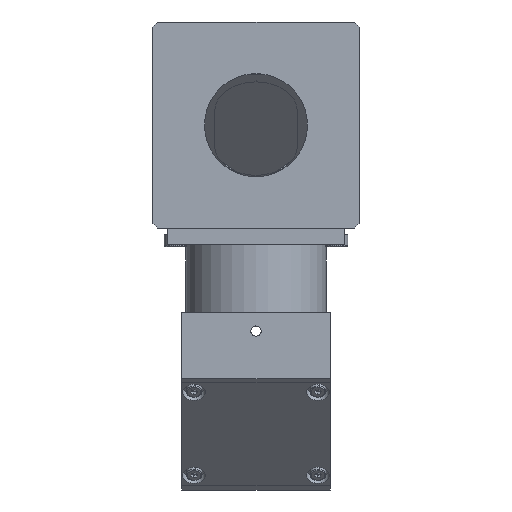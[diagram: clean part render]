
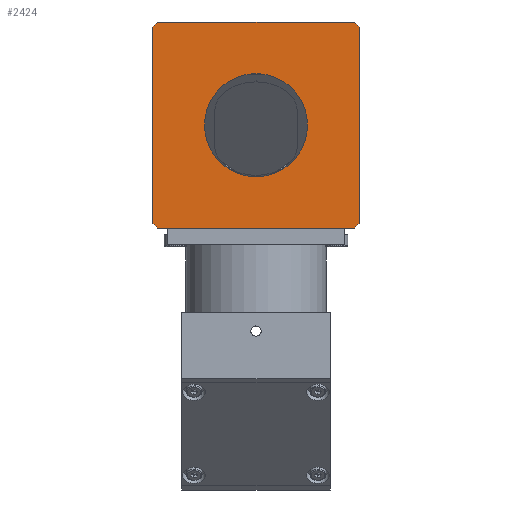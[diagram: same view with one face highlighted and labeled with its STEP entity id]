
A CAD part, left-side view. The second image highlights one B-rep face of the part: STEP entity #2424.
In plain terms, the highlighted planar face has unit normal (-1, 0, 0).
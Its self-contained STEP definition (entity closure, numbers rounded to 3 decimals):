
#74 = CARTESIAN_POINT ( 'NONE',  ( -113., 25., -25. ) ) ;
#222 = ORIENTED_EDGE ( 'NONE', *, *, #857, .T. ) ;
#226 = EDGE_CURVE ( 'NONE', #6337, #8814, #945, .T. ) ;
#239 = CIRCLE ( 'NONE', #1420, 12.5 ) ;
#616 = EDGE_CURVE ( 'NONE', #5587, #10216, #13983, .T. ) ;
#857 = EDGE_CURVE ( 'NONE', #15105, #10216, #2586, .T. ) ;
#945 = CIRCLE ( 'NONE', #3814, 12.5 ) ;
#957 = CARTESIAN_POINT ( 'NONE',  ( -113., -25., -23.775 ) ) ;
#999 = CARTESIAN_POINT ( 'NONE',  ( -113., 0., 0. ) ) ;
#1420 = AXIS2_PLACEMENT_3D ( 'NONE', #11491, #2725, #12959 ) ;
#1740 = VERTEX_POINT ( 'NONE', #11481 ) ;
#1843 = CARTESIAN_POINT ( 'NONE',  ( -113., 0., 0. ) ) ;
#2424 = ADVANCED_FACE ( 'NONE', ( #8982, #17655 ), #7308, .F. ) ;
#2573 = EDGE_CURVE ( 'NONE', #1740, #16046, #14446, .T. ) ;
#2586 = LINE ( 'NONE', #7714, #17716 ) ;
#2643 = CARTESIAN_POINT ( 'NONE',  ( -113., 23.775, -25. ) ) ;
#2711 = AXIS2_PLACEMENT_3D ( 'NONE', #5888, #16112, #7386 ) ;
#2725 = DIRECTION ( 'NONE',  ( -1., 0., 0. ) ) ;
#2863 = CARTESIAN_POINT ( 'NONE',  ( -113., -25., -25. ) ) ;
#2933 = EDGE_CURVE ( 'NONE', #8814, #6337, #239, .T. ) ;
#3154 = EDGE_LOOP ( 'NONE', ( #13185, #13859, #9813, #8142, #13773, #16461, #14069, #222 ) ) ;
#3245 = EDGE_CURVE ( 'NONE', #4565, #4780, #6857, .T. ) ;
#3291 = CARTESIAN_POINT ( 'NONE',  ( -113., -25., 23.775 ) ) ;
#3314 = DIRECTION ( 'NONE',  ( 0., 0., 1. ) ) ;
#3814 = AXIS2_PLACEMENT_3D ( 'NONE', #999, #18590, #14307 ) ;
#4113 = AXIS2_PLACEMENT_3D ( 'NONE', #2863, #4341, #10254 ) ;
#4341 = DIRECTION ( 'NONE',  ( 1., 0., 0. ) ) ;
#4565 = VERTEX_POINT ( 'NONE', #2643 ) ;
#4674 = DIRECTION ( 'NONE',  ( 1., 0., 0. ) ) ;
#4780 = VERTEX_POINT ( 'NONE', #11983 ) ;
#5422 = AXIS2_PLACEMENT_3D ( 'NONE', #14690, #16395, #17948 ) ;
#5587 = VERTEX_POINT ( 'NONE', #15711 ) ;
#5888 = CARTESIAN_POINT ( 'NONE',  ( -113., 0., 0. ) ) ;
#6337 = VERTEX_POINT ( 'NONE', #14505 ) ;
#6588 = CARTESIAN_POINT ( 'NONE',  ( -113., 25., -23.775 ) ) ;
#6666 = DIRECTION ( 'NONE',  ( 0., 1., 0. ) ) ;
#6808 = VECTOR ( 'NONE', #6666, 1000. ) ;
#6857 = LINE ( 'NONE', #74, #18082 ) ;
#7095 = ORIENTED_EDGE ( 'NONE', *, *, #2933, .F. ) ;
#7308 = PLANE ( 'NONE',  #4113 ) ;
#7386 = DIRECTION ( 'NONE',  ( 0., 0., 1. ) ) ;
#7691 = CIRCLE ( 'NONE', #2711, 34.5 ) ;
#7714 = CARTESIAN_POINT ( 'NONE',  ( -113., -25., 25. ) ) ;
#8142 = ORIENTED_EDGE ( 'NONE', *, *, #14095, .T. ) ;
#8658 = DIRECTION ( 'NONE',  ( 0., 0., -1. ) ) ;
#8814 = VERTEX_POINT ( 'NONE', #15174 ) ;
#8982 = FACE_BOUND ( 'NONE', #14385, .T. ) ;
#9050 = ORIENTED_EDGE ( 'NONE', *, *, #226, .F. ) ;
#9813 = ORIENTED_EDGE ( 'NONE', *, *, #2573, .F. ) ;
#10216 = VERTEX_POINT ( 'NONE', #3291 ) ;
#10254 = DIRECTION ( 'NONE',  ( 0., 0., 1. ) ) ;
#10332 = DIRECTION ( 'NONE',  ( 0., -1., 0. ) ) ;
#10914 = VECTOR ( 'NONE', #8658, 1000. ) ;
#11380 = AXIS2_PLACEMENT_3D ( 'NONE', #13450, #4674, #14922 ) ;
#11481 = CARTESIAN_POINT ( 'NONE',  ( -113., 25., 23.775 ) ) ;
#11491 = CARTESIAN_POINT ( 'NONE',  ( -113., 0., 0. ) ) ;
#11930 = VERTEX_POINT ( 'NONE', #6588 ) ;
#11983 = CARTESIAN_POINT ( 'NONE',  ( -113., -23.775, -25. ) ) ;
#12081 = DIRECTION ( 'NONE',  ( 1., 0., 0. ) ) ;
#12422 = CARTESIAN_POINT ( 'NONE',  ( -113., 25., 25. ) ) ;
#12893 = CARTESIAN_POINT ( 'NONE',  ( -113., 23.775, 25. ) ) ;
#12959 = DIRECTION ( 'NONE',  ( 0., 0., -1. ) ) ;
#13034 = CARTESIAN_POINT ( 'NONE',  ( -113., 25., 25. ) ) ;
#13185 = ORIENTED_EDGE ( 'NONE', *, *, #616, .F. ) ;
#13222 = EDGE_CURVE ( 'NONE', #4565, #11930, #18817, .T. ) ;
#13450 = CARTESIAN_POINT ( 'NONE',  ( -113., 0., 0. ) ) ;
#13577 = DIRECTION ( 'NONE',  ( 0., 0., 1. ) ) ;
#13773 = ORIENTED_EDGE ( 'NONE', *, *, #13222, .F. ) ;
#13859 = ORIENTED_EDGE ( 'NONE', *, *, #18813, .T. ) ;
#13919 = AXIS2_PLACEMENT_3D ( 'NONE', #1843, #12081, #3314 ) ;
#13983 = CIRCLE ( 'NONE', #5422, 34.5 ) ;
#14069 = ORIENTED_EDGE ( 'NONE', *, *, #16559, .F. ) ;
#14095 = EDGE_CURVE ( 'NONE', #1740, #11930, #18709, .T. ) ;
#14307 = DIRECTION ( 'NONE',  ( 0., 0., -1. ) ) ;
#14385 = EDGE_LOOP ( 'NONE', ( #7095, #9050 ) ) ;
#14446 = CIRCLE ( 'NONE', #13919, 34.5 ) ;
#14505 = CARTESIAN_POINT ( 'NONE',  ( -113., 0., 12.5 ) ) ;
#14690 = CARTESIAN_POINT ( 'NONE',  ( -113., 0., 0. ) ) ;
#14922 = DIRECTION ( 'NONE',  ( 0., 0., 1. ) ) ;
#15105 = VERTEX_POINT ( 'NONE', #957 ) ;
#15174 = CARTESIAN_POINT ( 'NONE',  ( -113., 0., -12.5 ) ) ;
#15711 = CARTESIAN_POINT ( 'NONE',  ( -113., -23.775, 25. ) ) ;
#16046 = VERTEX_POINT ( 'NONE', #12893 ) ;
#16112 = DIRECTION ( 'NONE',  ( 1., 0., 0. ) ) ;
#16395 = DIRECTION ( 'NONE',  ( 1., 0., 0. ) ) ;
#16461 = ORIENTED_EDGE ( 'NONE', *, *, #3245, .T. ) ;
#16559 = EDGE_CURVE ( 'NONE', #15105, #4780, #7691, .T. ) ;
#17655 = FACE_OUTER_BOUND ( 'NONE', #3154, .T. ) ;
#17716 = VECTOR ( 'NONE', #13577, 1000. ) ;
#17948 = DIRECTION ( 'NONE',  ( 0., 0., 1. ) ) ;
#18035 = LINE ( 'NONE', #12422, #6808 ) ;
#18082 = VECTOR ( 'NONE', #10332, 1000. ) ;
#18590 = DIRECTION ( 'NONE',  ( -1., 0., 0. ) ) ;
#18709 = LINE ( 'NONE', #13034, #10914 ) ;
#18813 = EDGE_CURVE ( 'NONE', #5587, #16046, #18035, .T. ) ;
#18817 = CIRCLE ( 'NONE', #11380, 34.5 ) ;
